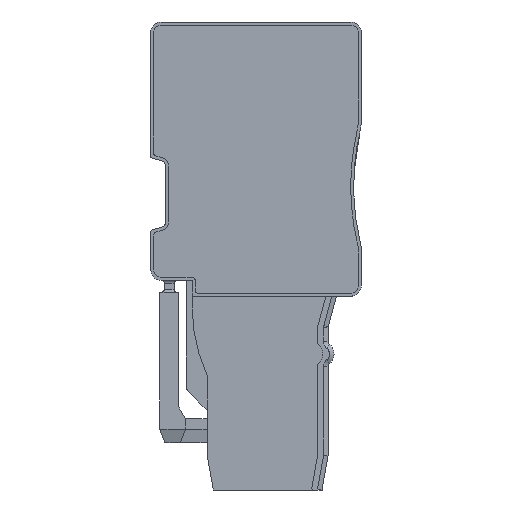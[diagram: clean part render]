
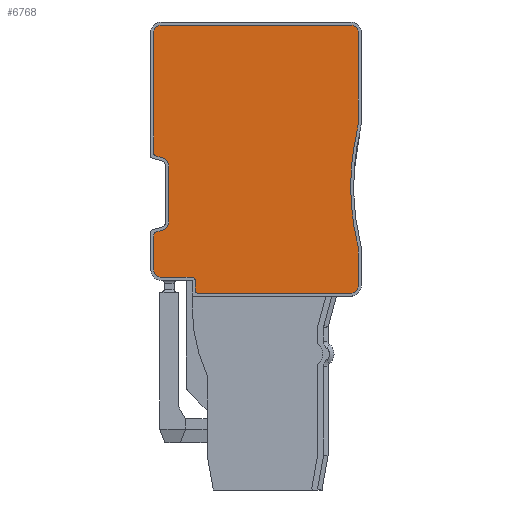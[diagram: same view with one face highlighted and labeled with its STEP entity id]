
A CAD part, left-side view. The second image highlights one B-rep face of the part: STEP entity #6768.
In plain terms, the highlighted planar face has unit normal (-1, 0, 0).
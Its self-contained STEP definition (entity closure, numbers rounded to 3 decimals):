
#5214=AXIS2_PLACEMENT_3D('Circle Axis2P3D',#5212,#5213,$) ;
#5262=AXIS2_PLACEMENT_3D('Circle Axis2P3D',#5260,#5261,$) ;
#5310=AXIS2_PLACEMENT_3D('Circle Axis2P3D',#5308,#5309,$) ;
#5383=AXIS2_PLACEMENT_3D('Circle Axis2P3D',#5381,#5382,$) ;
#5407=AXIS2_PLACEMENT_3D('Circle Axis2P3D',#5405,#5406,$) ;
#5431=AXIS2_PLACEMENT_3D('Circle Axis2P3D',#5429,#5430,$) ;
#5479=AXIS2_PLACEMENT_3D('Circle Axis2P3D',#5477,#5478,$) ;
#5527=AXIS2_PLACEMENT_3D('Circle Axis2P3D',#5525,#5526,$) ;
#5575=AXIS2_PLACEMENT_3D('Circle Axis2P3D',#5573,#5574,$) ;
#5623=AXIS2_PLACEMENT_3D('Circle Axis2P3D',#5621,#5622,$) ;
#5721=AXIS2_PLACEMENT_3D('Circle Axis2P3D',#5719,#5720,$) ;
#5769=AXIS2_PLACEMENT_3D('Circle Axis2P3D',#5767,#5768,$) ;
#6739=AXIS2_PLACEMENT_3D('Plane Axis2P3D',#6736,#6737,#6738) ;
#5185=CARTESIAN_POINT('Vertex',(0.,13.18,22.079)) ;
#5188=CARTESIAN_POINT('Line Origine',(0.,13.421,22.157)) ;
#5192=CARTESIAN_POINT('Vertex',(0.,13.662,22.235)) ;
#5212=CARTESIAN_POINT('Axis2P3D Location',(0.,13.6,22.426)) ;
#5216=CARTESIAN_POINT('Vertex',(0.,13.8,22.426)) ;
#5236=CARTESIAN_POINT('Line Origine',(0.,13.8,26.438)) ;
#5240=CARTESIAN_POINT('Vertex',(0.,13.8,30.45)) ;
#5260=CARTESIAN_POINT('Axis2P3D Location',(0.,13.3,30.45)) ;
#5264=CARTESIAN_POINT('Vertex',(0.,13.3,30.95)) ;
#5284=CARTESIAN_POINT('Line Origine',(0.,7.,30.95)) ;
#5288=CARTESIAN_POINT('Vertex',(0.,0.7,30.95)) ;
#5308=CARTESIAN_POINT('Axis2P3D Location',(0.,0.7,30.45)) ;
#5312=CARTESIAN_POINT('Vertex',(0.,0.2,30.45)) ;
#5332=CARTESIAN_POINT('Line Origine',(0.,0.2,27.5)) ;
#5336=CARTESIAN_POINT('Vertex',(0.,0.2,24.55)) ;
#5357=CARTESIAN_POINT('Control Point',(0.,0.278,23.876)) ;
#5358=CARTESIAN_POINT('Control Point',(0.,0.226,24.096)) ;
#5359=CARTESIAN_POINT('Control Point',(0.,0.2,24.323)) ;
#5360=CARTESIAN_POINT('Control Point',(0.,0.2,24.55)) ;
#5361=CARTESIAN_POINT('Vertex',(0.,0.278,23.876)) ;
#5381=CARTESIAN_POINT('Axis2P3D Location',(0.,-15.5,20.2)) ;
#5385=CARTESIAN_POINT('Vertex',(0.,0.7,20.2)) ;
#5405=CARTESIAN_POINT('Axis2P3D Location',(0.,-15.5,20.2)) ;
#5409=CARTESIAN_POINT('Vertex',(0.,0.206,16.23)) ;
#5429=CARTESIAN_POINT('Axis2P3D Location',(0.,0.4,16.181)) ;
#5433=CARTESIAN_POINT('Vertex',(0.,0.2,16.181)) ;
#5453=CARTESIAN_POINT('Line Origine',(0.,0.2,14.891)) ;
#5457=CARTESIAN_POINT('Vertex',(0.,0.2,13.6)) ;
#5477=CARTESIAN_POINT('Axis2P3D Location',(0.,0.7,13.6)) ;
#5481=CARTESIAN_POINT('Vertex',(0.,0.7,13.1)) ;
#5501=CARTESIAN_POINT('Line Origine',(0.,5.775,13.1)) ;
#5505=CARTESIAN_POINT('Vertex',(0.,10.85,13.1)) ;
#5525=CARTESIAN_POINT('Axis2P3D Location',(0.,10.85,13.3)) ;
#5529=CARTESIAN_POINT('Vertex',(0.,11.05,13.3)) ;
#5549=CARTESIAN_POINT('Line Origine',(0.,11.05,13.625)) ;
#5553=CARTESIAN_POINT('Vertex',(0.,11.05,13.95)) ;
#5573=CARTESIAN_POINT('Axis2P3D Location',(0.,11.25,13.95)) ;
#5577=CARTESIAN_POINT('Vertex',(0.,11.25,14.15)) ;
#5597=CARTESIAN_POINT('Line Origine',(0.,12.275,14.15)) ;
#5601=CARTESIAN_POINT('Vertex',(0.,13.3,14.15)) ;
#5621=CARTESIAN_POINT('Axis2P3D Location',(0.,13.3,14.65)) ;
#5625=CARTESIAN_POINT('Vertex',(0.,13.8,14.65)) ;
#5645=CARTESIAN_POINT('Line Origine',(0.,13.8,15.812)) ;
#5649=CARTESIAN_POINT('Vertex',(0.,13.8,16.974)) ;
#5670=CARTESIAN_POINT('Control Point',(0.,13.662,17.165)) ;
#5671=CARTESIAN_POINT('Control Point',(0.,13.722,17.145)) ;
#5672=CARTESIAN_POINT('Control Point',(0.,13.773,17.1)) ;
#5673=CARTESIAN_POINT('Control Point',(0.,13.8,17.037)) ;
#5674=CARTESIAN_POINT('Control Point',(0.,13.8,16.974)) ;
#5675=CARTESIAN_POINT('Vertex',(0.,13.662,17.165)) ;
#5695=CARTESIAN_POINT('Line Origine',(0.,13.421,17.243)) ;
#5699=CARTESIAN_POINT('Vertex',(0.,13.18,17.321)) ;
#5719=CARTESIAN_POINT('Axis2P3D Location',(0.,13.35,17.844)) ;
#5723=CARTESIAN_POINT('Vertex',(0.,12.8,17.844)) ;
#5743=CARTESIAN_POINT('Line Origine',(0.,12.8,19.7)) ;
#5747=CARTESIAN_POINT('Vertex',(0.,12.8,21.556)) ;
#5767=CARTESIAN_POINT('Axis2P3D Location',(0.,13.35,21.556)) ;
#6736=CARTESIAN_POINT('Axis2P3D Location',(0.,6.8,12.9)) ;
#5189=DIRECTION('Vector Direction',(0.,0.951,0.309)) ;
#5213=DIRECTION('Axis2P3D Direction',(-1.,0.,0.)) ;
#5237=DIRECTION('Vector Direction',(0.,0.,1.)) ;
#5261=DIRECTION('Axis2P3D Direction',(-1.,0.,0.)) ;
#5285=DIRECTION('Vector Direction',(0.,-1.,0.)) ;
#5309=DIRECTION('Axis2P3D Direction',(-1.,0.,0.)) ;
#5333=DIRECTION('Vector Direction',(0.,0.,-1.)) ;
#5382=DIRECTION('Axis2P3D Direction',(-1.,0.,0.)) ;
#5406=DIRECTION('Axis2P3D Direction',(-1.,0.,0.)) ;
#5430=DIRECTION('Axis2P3D Direction',(-1.,0.,0.)) ;
#5454=DIRECTION('Vector Direction',(0.,0.,-1.)) ;
#5478=DIRECTION('Axis2P3D Direction',(-1.,0.,0.)) ;
#5502=DIRECTION('Vector Direction',(0.,1.,0.)) ;
#5526=DIRECTION('Axis2P3D Direction',(-1.,0.,0.)) ;
#5550=DIRECTION('Vector Direction',(0.,0.,1.)) ;
#5574=DIRECTION('Axis2P3D Direction',(-1.,0.,0.)) ;
#5598=DIRECTION('Vector Direction',(0.,1.,0.)) ;
#5622=DIRECTION('Axis2P3D Direction',(-1.,0.,0.)) ;
#5646=DIRECTION('Vector Direction',(0.,0.,1.)) ;
#5696=DIRECTION('Vector Direction',(0.,-0.951,0.309)) ;
#5720=DIRECTION('Axis2P3D Direction',(-1.,0.,0.)) ;
#5744=DIRECTION('Vector Direction',(0.,0.,1.)) ;
#5768=DIRECTION('Axis2P3D Direction',(-1.,0.,0.)) ;
#6737=DIRECTION('Axis2P3D Direction',(1.,0.,-0.)) ;
#6738=DIRECTION('Axis2P3D XDirection',(0.,1.,0.)) ;
#5190=VECTOR('Line Direction',#5189,1.) ;
#5238=VECTOR('Line Direction',#5237,1.) ;
#5286=VECTOR('Line Direction',#5285,1.) ;
#5334=VECTOR('Line Direction',#5333,1.) ;
#5455=VECTOR('Line Direction',#5454,1.) ;
#5503=VECTOR('Line Direction',#5502,1.) ;
#5551=VECTOR('Line Direction',#5550,1.) ;
#5599=VECTOR('Line Direction',#5598,1.) ;
#5647=VECTOR('Line Direction',#5646,1.) ;
#5697=VECTOR('Line Direction',#5696,1.) ;
#5745=VECTOR('Line Direction',#5744,1.) ;
#6742=ORIENTED_EDGE('',*,*,#5194,.F.) ;
#6743=ORIENTED_EDGE('',*,*,#5771,.F.) ;
#6744=ORIENTED_EDGE('',*,*,#5749,.F.) ;
#6745=ORIENTED_EDGE('',*,*,#5725,.F.) ;
#6746=ORIENTED_EDGE('',*,*,#5701,.F.) ;
#6747=ORIENTED_EDGE('',*,*,#5677,.F.) ;
#6748=ORIENTED_EDGE('',*,*,#5651,.F.) ;
#6749=ORIENTED_EDGE('',*,*,#5627,.F.) ;
#6750=ORIENTED_EDGE('',*,*,#5603,.F.) ;
#6751=ORIENTED_EDGE('',*,*,#5579,.F.) ;
#6752=ORIENTED_EDGE('',*,*,#5555,.F.) ;
#6753=ORIENTED_EDGE('',*,*,#5531,.F.) ;
#6754=ORIENTED_EDGE('',*,*,#5507,.F.) ;
#6755=ORIENTED_EDGE('',*,*,#5483,.F.) ;
#6756=ORIENTED_EDGE('',*,*,#5459,.F.) ;
#6757=ORIENTED_EDGE('',*,*,#5435,.F.) ;
#6758=ORIENTED_EDGE('',*,*,#5411,.F.) ;
#6759=ORIENTED_EDGE('',*,*,#5387,.F.) ;
#6760=ORIENTED_EDGE('',*,*,#5363,.F.) ;
#6761=ORIENTED_EDGE('',*,*,#5338,.F.) ;
#6762=ORIENTED_EDGE('',*,*,#5314,.F.) ;
#6763=ORIENTED_EDGE('',*,*,#5290,.F.) ;
#6764=ORIENTED_EDGE('',*,*,#5266,.F.) ;
#6765=ORIENTED_EDGE('',*,*,#5242,.F.) ;
#6766=ORIENTED_EDGE('',*,*,#5218,.F.) ;
#6768=ADVANCED_FACE('Brep With Voids',(#6767),#6740,.F.) ;
#5356=B_SPLINE_CURVE_WITH_KNOTS('',3,(#5357,#5358,#5359,#5360),.UNSPECIFIED.,.F.,.U.,(4,4),(-0.34,0.34),.UNSPECIFIED.) ;
#5669=B_SPLINE_CURVE_WITH_KNOTS('',4,(#5670,#5671,#5672,#5673,#5674),.UNSPECIFIED.,.F.,.U.,(5,5),(-0.126,0.126),.UNSPECIFIED.) ;
#5215=CIRCLE('generated circle',#5214,0.2) ;
#5263=CIRCLE('generated circle',#5262,0.5) ;
#5311=CIRCLE('generated circle',#5310,0.5) ;
#5384=CIRCLE('generated circle',#5383,16.2) ;
#5408=CIRCLE('generated circle',#5407,16.2) ;
#5432=CIRCLE('generated circle',#5431,0.2) ;
#5480=CIRCLE('generated circle',#5479,0.5) ;
#5528=CIRCLE('generated circle',#5527,0.2) ;
#5576=CIRCLE('generated circle',#5575,0.2) ;
#5624=CIRCLE('generated circle',#5623,0.5) ;
#5722=CIRCLE('generated circle',#5721,0.55) ;
#5770=CIRCLE('generated circle',#5769,0.55) ;
#5194=EDGE_CURVE('',#5186,#5193,#5191,.T.) ;
#5218=EDGE_CURVE('',#5193,#5217,#5215,.F.) ;
#5242=EDGE_CURVE('',#5217,#5241,#5239,.T.) ;
#5266=EDGE_CURVE('',#5241,#5265,#5263,.F.) ;
#5290=EDGE_CURVE('',#5265,#5289,#5287,.T.) ;
#5314=EDGE_CURVE('',#5289,#5313,#5311,.F.) ;
#5338=EDGE_CURVE('',#5313,#5337,#5335,.T.) ;
#5363=EDGE_CURVE('',#5337,#5362,#5356,.F.) ;
#5387=EDGE_CURVE('',#5362,#5386,#5384,.T.) ;
#5411=EDGE_CURVE('',#5386,#5410,#5408,.T.) ;
#5435=EDGE_CURVE('',#5410,#5434,#5432,.F.) ;
#5459=EDGE_CURVE('',#5434,#5458,#5456,.T.) ;
#5483=EDGE_CURVE('',#5458,#5482,#5480,.F.) ;
#5507=EDGE_CURVE('',#5482,#5506,#5504,.T.) ;
#5531=EDGE_CURVE('',#5506,#5530,#5528,.F.) ;
#5555=EDGE_CURVE('',#5530,#5554,#5552,.T.) ;
#5579=EDGE_CURVE('',#5554,#5578,#5576,.T.) ;
#5603=EDGE_CURVE('',#5578,#5602,#5600,.T.) ;
#5627=EDGE_CURVE('',#5602,#5626,#5624,.F.) ;
#5651=EDGE_CURVE('',#5626,#5650,#5648,.T.) ;
#5677=EDGE_CURVE('',#5650,#5676,#5669,.F.) ;
#5701=EDGE_CURVE('',#5676,#5700,#5698,.T.) ;
#5725=EDGE_CURVE('',#5700,#5724,#5722,.T.) ;
#5749=EDGE_CURVE('',#5724,#5748,#5746,.T.) ;
#5771=EDGE_CURVE('',#5748,#5186,#5770,.T.) ;
#6741=EDGE_LOOP('',(#6742,#6743,#6744,#6745,#6746,#6747,#6748,#6749,#6750,#6751,#6752,#6753,#6754,#6755,#6756,#6757,#6758,#6759,#6760,#6761,#6762,#6763,#6764,#6765,#6766)) ;
#6767=FACE_OUTER_BOUND('',#6741,.T.) ;
#5191=LINE('Line',#5188,#5190) ;
#5239=LINE('Line',#5236,#5238) ;
#5287=LINE('Line',#5284,#5286) ;
#5335=LINE('Line',#5332,#5334) ;
#5456=LINE('Line',#5453,#5455) ;
#5504=LINE('Line',#5501,#5503) ;
#5552=LINE('Line',#5549,#5551) ;
#5600=LINE('Line',#5597,#5599) ;
#5648=LINE('Line',#5645,#5647) ;
#5698=LINE('Line',#5695,#5697) ;
#5746=LINE('Line',#5743,#5745) ;
#6740=PLANE('',#6739) ;
#5186=VERTEX_POINT('',#5185) ;
#5193=VERTEX_POINT('',#5192) ;
#5217=VERTEX_POINT('',#5216) ;
#5241=VERTEX_POINT('',#5240) ;
#5265=VERTEX_POINT('',#5264) ;
#5289=VERTEX_POINT('',#5288) ;
#5313=VERTEX_POINT('',#5312) ;
#5337=VERTEX_POINT('',#5336) ;
#5362=VERTEX_POINT('',#5361) ;
#5386=VERTEX_POINT('',#5385) ;
#5410=VERTEX_POINT('',#5409) ;
#5434=VERTEX_POINT('',#5433) ;
#5458=VERTEX_POINT('',#5457) ;
#5482=VERTEX_POINT('',#5481) ;
#5506=VERTEX_POINT('',#5505) ;
#5530=VERTEX_POINT('',#5529) ;
#5554=VERTEX_POINT('',#5553) ;
#5578=VERTEX_POINT('',#5577) ;
#5602=VERTEX_POINT('',#5601) ;
#5626=VERTEX_POINT('',#5625) ;
#5650=VERTEX_POINT('',#5649) ;
#5676=VERTEX_POINT('',#5675) ;
#5700=VERTEX_POINT('',#5699) ;
#5724=VERTEX_POINT('',#5723) ;
#5748=VERTEX_POINT('',#5747) ;
